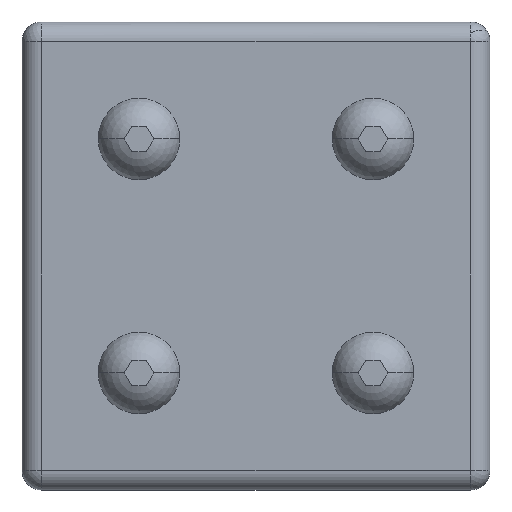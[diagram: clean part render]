
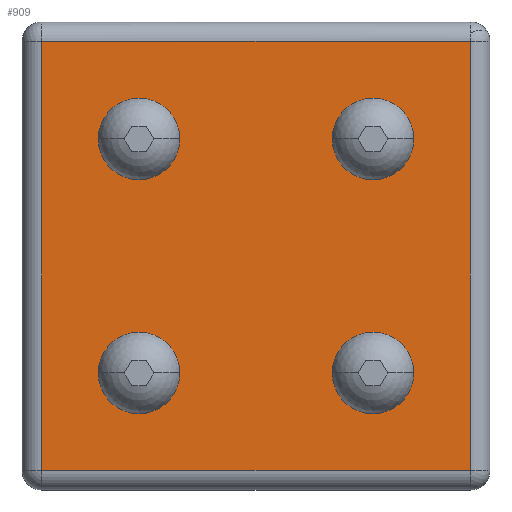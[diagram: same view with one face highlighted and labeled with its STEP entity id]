
A CAD part, top view. The second image highlights one B-rep face of the part: STEP entity #909.
In plain terms, the highlighted free-form (B-spline) face has degree [1, 1] with [2, 2] control points.
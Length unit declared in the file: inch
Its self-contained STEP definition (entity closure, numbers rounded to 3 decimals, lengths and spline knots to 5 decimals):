
#97=CARTESIAN_POINT('',(-0.75,0.57813,0.188));
#98=VERTEX_POINT('',#97);
#107=CARTESIAN_POINT('',(-0.75,0.92188,0.188));
#108=VERTEX_POINT('',#107);
#109=CARTESIAN_POINT('',(-0.75,0.75,0.188));
#110=DIRECTION('',(0.0,0.0,1.0));
#111=DIRECTION('',(0.0,-1.0,0.0));
#112=AXIS2_PLACEMENT_3D('',#109,#110,#111);
#113=CIRCLE('',#112,0.17188);
#114=EDGE_CURVE('',#98,#108,#113,.T.);
#160=CARTESIAN_POINT('',(-2.25,0.57813,0.188));
#161=VERTEX_POINT('',#160);
#170=CARTESIAN_POINT('',(-2.25,0.92188,0.188));
#171=VERTEX_POINT('',#170);
#172=CARTESIAN_POINT('',(-2.25,0.75,0.188));
#173=DIRECTION('',(0.0,0.0,1.0));
#174=DIRECTION('',(0.0,-1.0,0.0));
#175=AXIS2_PLACEMENT_3D('',#172,#173,#174);
#176=CIRCLE('',#175,0.17188);
#177=EDGE_CURVE('',#161,#171,#176,.T.);
#246=CARTESIAN_POINT('',(-0.75,-0.57813,0.188));
#247=VERTEX_POINT('',#246);
#256=CARTESIAN_POINT('',(-0.75,-0.92188,0.188));
#257=VERTEX_POINT('',#256);
#258=CARTESIAN_POINT('',(-0.75,-0.75,0.188));
#259=DIRECTION('',(0.0,0.0,-1.0));
#260=DIRECTION('',(0.0,1.0,0.0));
#261=AXIS2_PLACEMENT_3D('',#258,#259,#260);
#262=CIRCLE('',#261,0.17188);
#263=EDGE_CURVE('',#257,#247,#262,.T.);
#288=CARTESIAN_POINT('',(-2.25,-0.57813,0.188));
#289=VERTEX_POINT('',#288);
#298=CARTESIAN_POINT('',(-2.25,-0.92188,0.188));
#299=VERTEX_POINT('',#298);
#300=CARTESIAN_POINT('',(-2.25,-0.75,0.188));
#301=DIRECTION('',(0.0,0.0,-1.0));
#302=DIRECTION('',(0.0,1.0,0.0));
#303=AXIS2_PLACEMENT_3D('',#300,#301,#302);
#304=CIRCLE('',#303,0.17188);
#305=EDGE_CURVE('',#299,#289,#304,.T.);
#341=CARTESIAN_POINT('',(-0.125,-1.375,0.188));
#342=VERTEX_POINT('',#341);
#367=CARTESIAN_POINT('',(-2.875,-1.375,0.188));
#368=VERTEX_POINT('',#367);
#440=CARTESIAN_POINT('',(-0.125,-1.375,0.188));
#441=DIRECTION('',(-1.0,0.0,0.0));
#442=VECTOR('',#441,2.75);
#443=LINE('',#440,#442);
#444=EDGE_CURVE('',#342,#368,#443,.T.);
#495=CARTESIAN_POINT('',(-2.25,-0.75,0.188));
#496=DIRECTION('',(0.0,0.0,-1.0));
#497=DIRECTION('',(0.0,1.0,0.0));
#498=AXIS2_PLACEMENT_3D('',#495,#496,#497);
#499=CIRCLE('',#498,0.17188);
#500=EDGE_CURVE('',#289,#299,#499,.T.);
#519=CARTESIAN_POINT('',(-0.75,-0.75,0.188));
#520=DIRECTION('',(0.0,0.0,-1.0));
#521=DIRECTION('',(0.0,1.0,0.0));
#522=AXIS2_PLACEMENT_3D('',#519,#520,#521);
#523=CIRCLE('',#522,0.17188);
#524=EDGE_CURVE('',#247,#257,#523,.T.);
#552=CARTESIAN_POINT('',(-0.125,1.375,0.188));
#553=VERTEX_POINT('',#552);
#588=CARTESIAN_POINT('',(-2.875,1.375,0.188));
#589=VERTEX_POINT('',#588);
#649=CARTESIAN_POINT('',(-2.875,-1.375,0.188));
#650=DIRECTION('',(0.0,1.0,0.0));
#651=VECTOR('',#650,2.75);
#652=LINE('',#649,#651);
#653=EDGE_CURVE('',#368,#589,#652,.T.);
#739=CARTESIAN_POINT('',(-0.125,1.375,0.188));
#740=DIRECTION('',(-1.0,0.0,0.0));
#741=VECTOR('',#740,2.75);
#742=LINE('',#739,#741);
#743=EDGE_CURVE('',#553,#589,#742,.T.);
#782=CARTESIAN_POINT('',(-0.125,1.375,0.188));
#783=DIRECTION('',(0.0,-1.0,0.0));
#784=VECTOR('',#783,2.75);
#785=LINE('',#782,#784);
#786=EDGE_CURVE('',#553,#342,#785,.T.);
#870=CARTESIAN_POINT('',(-2.875,-1.375,0.188));
#871=CARTESIAN_POINT('',(-0.125,-1.375,0.188));
#872=CARTESIAN_POINT('',(-2.875,1.375,0.188));
#873=CARTESIAN_POINT('',(-0.125,1.375,0.188));
#874=B_SPLINE_SURFACE_WITH_KNOTS('',1,1,((#870,#872),(#871,#873)),.UNSPECIFIED.,.F.,.F.,.U.,(2,2),(2,2),(0.0,2.75),(0.0,2.75),.UNSPECIFIED.);
#875=ORIENTED_EDGE('',*,*,#653,.F.);
#876=ORIENTED_EDGE('',*,*,#444,.F.);
#877=ORIENTED_EDGE('',*,*,#786,.F.);
#878=ORIENTED_EDGE('',*,*,#743,.T.);
#879=EDGE_LOOP('',(#875,#876,#877,#878));
#880=FACE_OUTER_BOUND('',#879,.T.);
#881=ORIENTED_EDGE('',*,*,#500,.T.);
#882=ORIENTED_EDGE('',*,*,#305,.T.);
#883=EDGE_LOOP('',(#881,#882));
#884=FACE_BOUND('',#883,.T.);
#885=ORIENTED_EDGE('',*,*,#524,.T.);
#886=ORIENTED_EDGE('',*,*,#263,.T.);
#887=EDGE_LOOP('',(#885,#886));
#888=FACE_BOUND('',#887,.T.);
#889=ORIENTED_EDGE('',*,*,#114,.F.);
#890=CARTESIAN_POINT('',(-0.75,0.75,0.188));
#891=DIRECTION('',(0.0,0.0,1.0));
#892=DIRECTION('',(0.0,-1.0,0.0));
#893=AXIS2_PLACEMENT_3D('',#890,#891,#892);
#894=CIRCLE('',#893,0.17188);
#895=EDGE_CURVE('',#108,#98,#894,.T.);
#896=ORIENTED_EDGE('',*,*,#895,.F.);
#897=EDGE_LOOP('',(#889,#896));
#898=FACE_BOUND('',#897,.T.);
#899=ORIENTED_EDGE('',*,*,#177,.F.);
#900=CARTESIAN_POINT('',(-2.25,0.75,0.188));
#901=DIRECTION('',(0.0,0.0,1.0));
#902=DIRECTION('',(0.0,-1.0,0.0));
#903=AXIS2_PLACEMENT_3D('',#900,#901,#902);
#904=CIRCLE('',#903,0.17188);
#905=EDGE_CURVE('',#171,#161,#904,.T.);
#906=ORIENTED_EDGE('',*,*,#905,.F.);
#907=EDGE_LOOP('',(#899,#906));
#908=FACE_BOUND('',#907,.T.);
#909=ADVANCED_FACE('',(#880,#884,#888,#898,#908),#874,.T.);
